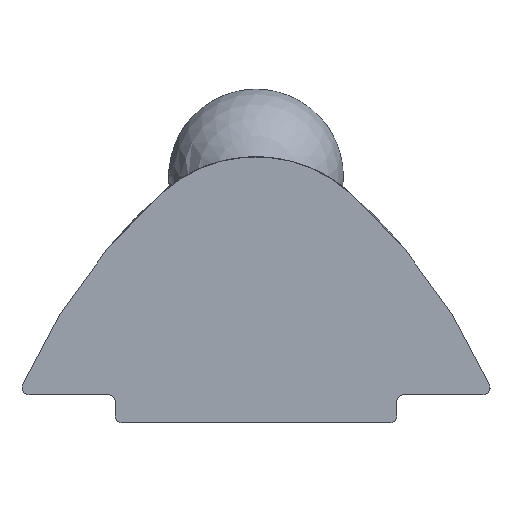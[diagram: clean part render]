
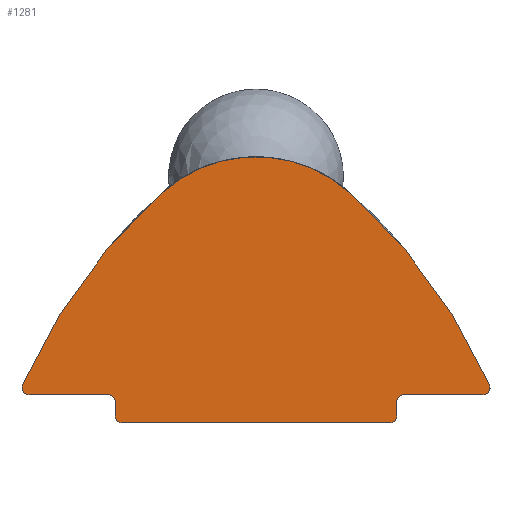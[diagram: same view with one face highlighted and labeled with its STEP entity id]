
A CAD part, left-side view. The second image highlights one B-rep face of the part: STEP entity #1281.
In plain terms, the highlighted planar face has unit normal (-1, 0, 0).
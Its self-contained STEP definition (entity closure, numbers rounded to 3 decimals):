
#33=PLANE('',#1390);
#62=CIRCLE('',#1349,16.);
#67=CIRCLE('',#1362,16.);
#70=CIRCLE('',#1368,0.2);
#71=CIRCLE('',#1373,4.);
#72=CIRCLE('',#1375,0.2);
#74=CIRCLE('',#1378,0.2);
#75=CIRCLE('',#1380,0.2);
#76=CIRCLE('',#1383,0.2);
#78=CIRCLE('',#1386,0.2);
#142=FACE_OUTER_BOUND('',#206,.T.);
#206=EDGE_LOOP('',(#1162,#1163,#1164,#1165,#1166,#1167,#1168,#1169,#1170,
#1171,#1172,#1173,#1174,#1175));
#331=LINE('',#2511,#389);
#346=LINE('',#3594,#404);
#361=LINE('',#4505,#419);
#364=LINE('',#4521,#422);
#368=LINE('',#4535,#426);
#389=VECTOR('',#1468,10.);
#404=VECTOR('',#1505,10.);
#419=VECTOR('',#1592,10.);
#422=VECTOR('',#1615,10.);
#426=VECTOR('',#1633,10.);
#490=VERTEX_POINT('',#2508);
#491=VERTEX_POINT('',#2510);
#516=VERTEX_POINT('',#3591);
#517=VERTEX_POINT('',#3593);
#537=VERTEX_POINT('',#3797);
#538=VERTEX_POINT('',#3799);
#551=VERTEX_POINT('',#4036);
#552=VERTEX_POINT('',#4038);
#555=VERTEX_POINT('',#4339);
#556=VERTEX_POINT('',#4502);
#557=VERTEX_POINT('',#4504);
#558=VERTEX_POINT('',#4510);
#560=VERTEX_POINT('',#4520);
#562=VERTEX_POINT('',#4529);
#638=EDGE_CURVE('',#490,#491,#331,.T.);
#681=EDGE_CURVE('',#516,#517,#346,.T.);
#709=EDGE_CURVE('',#537,#538,#62,.T.);
#734=EDGE_CURVE('',#551,#552,#67,.T.);
#745=EDGE_CURVE('',#516,#555,#70,.T.);
#751=EDGE_CURVE('',#556,#557,#361,.T.);
#753=EDGE_CURVE('',#538,#551,#71,.T.);
#754=EDGE_CURVE('',#558,#491,#72,.T.);
#757=EDGE_CURVE('',#557,#490,#74,.T.);
#758=EDGE_CURVE('',#517,#556,#75,.T.);
#759=EDGE_CURVE('',#560,#555,#364,.T.);
#762=EDGE_CURVE('',#552,#560,#76,.T.);
#764=EDGE_CURVE('',#562,#537,#78,.T.);
#767=EDGE_CURVE('',#558,#562,#368,.T.);
#1162=ORIENTED_EDGE('',*,*,#767,.F.);
#1163=ORIENTED_EDGE('',*,*,#754,.T.);
#1164=ORIENTED_EDGE('',*,*,#638,.F.);
#1165=ORIENTED_EDGE('',*,*,#757,.F.);
#1166=ORIENTED_EDGE('',*,*,#751,.F.);
#1167=ORIENTED_EDGE('',*,*,#758,.F.);
#1168=ORIENTED_EDGE('',*,*,#681,.F.);
#1169=ORIENTED_EDGE('',*,*,#745,.T.);
#1170=ORIENTED_EDGE('',*,*,#759,.F.);
#1171=ORIENTED_EDGE('',*,*,#762,.F.);
#1172=ORIENTED_EDGE('',*,*,#734,.F.);
#1173=ORIENTED_EDGE('',*,*,#753,.F.);
#1174=ORIENTED_EDGE('',*,*,#709,.F.);
#1175=ORIENTED_EDGE('',*,*,#764,.F.);
#1281=ADVANCED_FACE('',(#142),#33,.F.);
#1349=AXIS2_PLACEMENT_3D('',#3800,#1539,#1540);
#1362=AXIS2_PLACEMENT_3D('',#4039,#1569,#1570);
#1368=AXIS2_PLACEMENT_3D('',#4341,#1583,#1584);
#1373=AXIS2_PLACEMENT_3D('',#4508,#1596,#1597);
#1375=AXIS2_PLACEMENT_3D('',#4511,#1600,#1601);
#1378=AXIS2_PLACEMENT_3D('',#4516,#1607,#1608);
#1380=AXIS2_PLACEMENT_3D('',#4518,#1611,#1612);
#1383=AXIS2_PLACEMENT_3D('',#4526,#1620,#1621);
#1386=AXIS2_PLACEMENT_3D('',#4530,#1626,#1627);
#1390=AXIS2_PLACEMENT_3D('',#4538,#1637,#1638);
#1468=DIRECTION('',(0.,0.,1.));
#1505=DIRECTION('',(0.,0.,-1.));
#1539=DIRECTION('center_axis',(1.,0.,0.));
#1540=DIRECTION('ref_axis',(0.,0.915,0.404));
#1569=DIRECTION('center_axis',(1.,0.,0.));
#1570=DIRECTION('ref_axis',(0.,-0.667,0.745));
#1583=DIRECTION('center_axis',(1.,0.,0.));
#1584=DIRECTION('ref_axis',(0.,1.,0.));
#1592=DIRECTION('',(0.,1.,0.));
#1596=DIRECTION('center_axis',(1.,0.,0.));
#1597=DIRECTION('ref_axis',(0.,0.667,0.745));
#1600=DIRECTION('center_axis',(1.,0.,0.));
#1601=DIRECTION('ref_axis',(0.,0.,1.));
#1607=DIRECTION('center_axis',(1.,0.,0.));
#1608=DIRECTION('ref_axis',(0.,0.,-1.));
#1611=DIRECTION('center_axis',(1.,0.,0.));
#1612=DIRECTION('ref_axis',(0.,-1.,0.));
#1615=DIRECTION('',(0.,1.,0.));
#1620=DIRECTION('center_axis',(1.,0.,0.));
#1621=DIRECTION('ref_axis',(0.,-0.915,0.404));
#1626=DIRECTION('center_axis',(1.,0.,0.));
#1627=DIRECTION('ref_axis',(0.,0.,-1.));
#1633=DIRECTION('',(0.,1.,0.));
#1637=DIRECTION('center_axis',(1.,0.,0.));
#1638=DIRECTION('ref_axis',(0.,1.,0.));
#2508=CARTESIAN_POINT('',(0.,4.,0.2));
#2510=CARTESIAN_POINT('',(0.,4.,0.6));
#2511=CARTESIAN_POINT('',(0.,4.,0.2));
#3591=CARTESIAN_POINT('',(0.,-4.,0.6));
#3593=CARTESIAN_POINT('',(0.,-4.,0.2));
#3594=CARTESIAN_POINT('',(0.,-4.,0.6));
#3797=CARTESIAN_POINT('',(0.,6.633,1.081));
#3799=CARTESIAN_POINT('',(0.,2.668,6.54));
#3800=CARTESIAN_POINT('Origin',(0.,-8.004,-5.38));
#4036=CARTESIAN_POINT('',(0.,-2.668,6.54));
#4038=CARTESIAN_POINT('',(0.,-6.633,1.081));
#4039=CARTESIAN_POINT('Origin',(0.,8.004,-5.38));
#4339=CARTESIAN_POINT('',(0.,-4.2,0.8));
#4341=CARTESIAN_POINT('Origin',(0.,-4.2,0.6));
#4502=CARTESIAN_POINT('',(0.,-3.8,0.));
#4504=CARTESIAN_POINT('',(0.,3.8,0.));
#4505=CARTESIAN_POINT('',(0.,-3.8,0.));
#4508=CARTESIAN_POINT('Origin',(0.,0.,3.56));
#4510=CARTESIAN_POINT('',(0.,4.2,0.8));
#4511=CARTESIAN_POINT('Origin',(0.,4.2,0.6));
#4516=CARTESIAN_POINT('Origin',(0.,3.8,0.2));
#4518=CARTESIAN_POINT('Origin',(0.,-3.8,0.2));
#4520=CARTESIAN_POINT('',(0.,-6.45,0.8));
#4521=CARTESIAN_POINT('',(0.,-6.45,0.8));
#4526=CARTESIAN_POINT('Origin',(0.,-6.45,1.));
#4529=CARTESIAN_POINT('',(0.,6.45,0.8));
#4530=CARTESIAN_POINT('Origin',(0.,6.45,1.));
#4535=CARTESIAN_POINT('',(0.,4.2,0.8));
#4538=CARTESIAN_POINT('Origin',(0.,0.,3.78));
